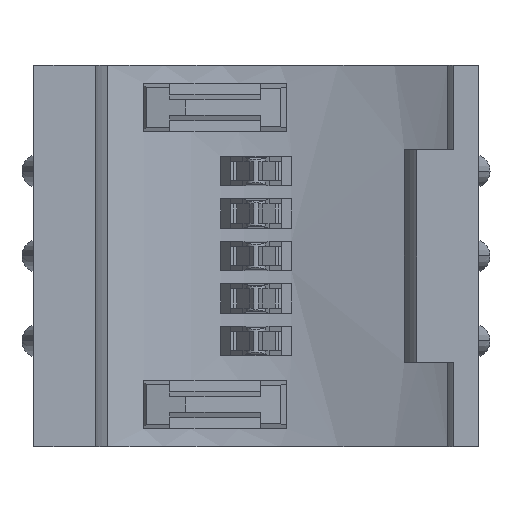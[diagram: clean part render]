
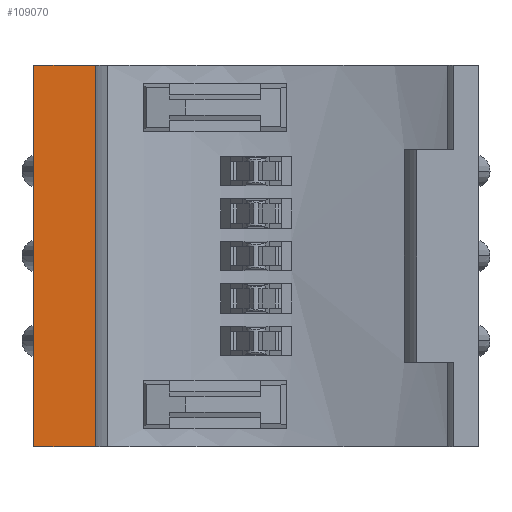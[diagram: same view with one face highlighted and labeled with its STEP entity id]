
A CAD part, front view. The second image highlights one B-rep face of the part: STEP entity #109070.
In plain terms, the highlighted face is planar.
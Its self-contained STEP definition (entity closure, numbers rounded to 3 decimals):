
#108470=CARTESIAN_POINT('',(-30.829,-60.601,
73.35));
#108480=VERTEX_POINT('',#108470);
#108510=CARTESIAN_POINT('',(-30.829,-60.601,
48.9));
#108520=DIRECTION('',(0.,0.,-1.));
#108530=VECTOR('',#108520,1.);
#108540=LINE('',#108510,#108530);
#108550=CARTESIAN_POINT('',(-30.829,-60.601,
0.));
#108560=VERTEX_POINT('',#108550);
#108570=EDGE_CURVE('',#108480,#108560,#108540,.T.);
#108770=CARTESIAN_POINT('',(-42.688,-60.601,
48.9));
#108780=DIRECTION('',(0.,-1.,0.));
#108790=DIRECTION('',(-1.,0.,0.));
#108800=AXIS2_PLACEMENT_3D('',#108770,#108780,#108790);
#108810=PLANE('',#108800);
#108820=CARTESIAN_POINT('',(66.679,-60.601,
0.));
#108830=DIRECTION('',(1.,0.,0.));
#108840=VECTOR('',#108830,1.);
#108850=LINE('',#108820,#108840);
#108860=CARTESIAN_POINT('',(-42.688,-60.601,
0.));
#108870=VERTEX_POINT('',#108860);
#108880=EDGE_CURVE('',#108870,#108560,#108850,.T.);
#108890=ORIENTED_EDGE('',*,*,#108880,.F.);
#108900=ORIENTED_EDGE('',*,*,#108570,.T.);
#108910=CARTESIAN_POINT('',(66.679,-60.601,
73.35));
#108920=DIRECTION('',(-1.,0.,0.));
#108930=VECTOR('',#108920,1.);
#108940=LINE('',#108910,#108930);
#108950=CARTESIAN_POINT('',(-42.688,-60.601,
73.35));
#108960=VERTEX_POINT('',#108950);
#108970=EDGE_CURVE('',#108480,#108960,#108940,.T.);
#108980=ORIENTED_EDGE('',*,*,#108970,.F.);
#108990=CARTESIAN_POINT('',(-42.688,-60.601,
48.9));
#109000=DIRECTION('',(0.,0.,-1.));
#109010=VECTOR('',#109000,1.);
#109020=LINE('',#108990,#109010);
#109030=EDGE_CURVE('',#108960,#108870,#109020,.T.);
#109040=ORIENTED_EDGE('',*,*,#109030,.F.);
#109050=EDGE_LOOP('',(#109040,#108980,#108900,#108890));
#109060=FACE_OUTER_BOUND('',#109050,.T.);
#109070=ADVANCED_FACE('',(#109060),#108810,.F.);
